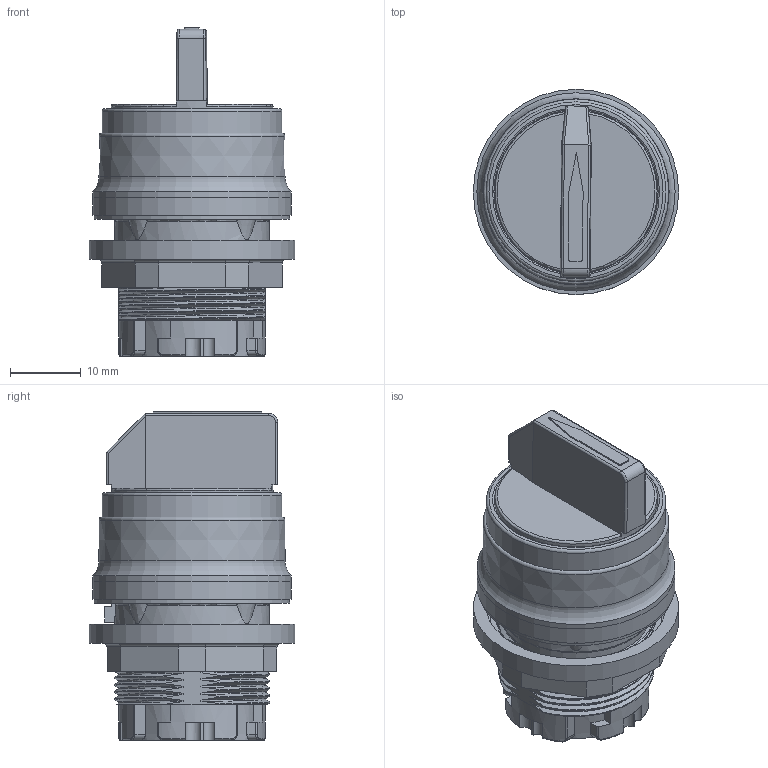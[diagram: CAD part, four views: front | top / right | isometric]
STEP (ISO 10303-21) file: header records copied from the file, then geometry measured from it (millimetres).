
FILE_DESCRIPTION(/* description */ (''),/* implementation_level */ '2;1');
FILE_NAME(/* name */ 'RVAWB_ipt.stp',/* time_stamp */ '2016-01-13T12:59:35+01:00',/* author */ ('thagel'),/* organization */ (''),/* preprocessor_version */ 'ST-DEVELOPER v15.2',/* originating_system */ 'Autodesk Inventor 2014',/* authorisation */ '');
FILE_SCHEMA (('AUTOMOTIVE_DESIGN { 1 0 10303 214 3 1 1 }'));
Length unit declared in the file: centimetre
Products named in the file (1): 3D-Zeichnungen vereinfacht für Kunden
Bounding box: 29 x 29 x 46.35 mm (x, y, z)
Volume: 16994.5 mm3; surface area: 8649.7 mm2
Topology: 1 solids, 10 shells, 383 faces, 1031 edges, 657 vertices
Faces by surface type: cylinder 133, plane 113, bspline 79, torus 32, cone 26
Full cylindrical faces by diameter (mm): 2.459 x5, 17.848 x1, 18.6 x1, 20.75 x1, 20.917 x1, 21.85 x1, 22.6 x1, 22.9 x1, 23.2 x1, 24.729 x1, 25.35 x1, 25.4 x1, 25.698 x1, 27.65 x1, 28 x2, 29 x1
Entity records: 19366 total; most frequent: CARTESIAN_POINT 10657, ORIENTED_EDGE 1932, DIRECTION 1594, EDGE_CURVE 962, VERTEX_POINT 634, AXIS2_PLACEMENT_3D 624, EDGE_LOOP 436, ADVANCED_FACE 378
